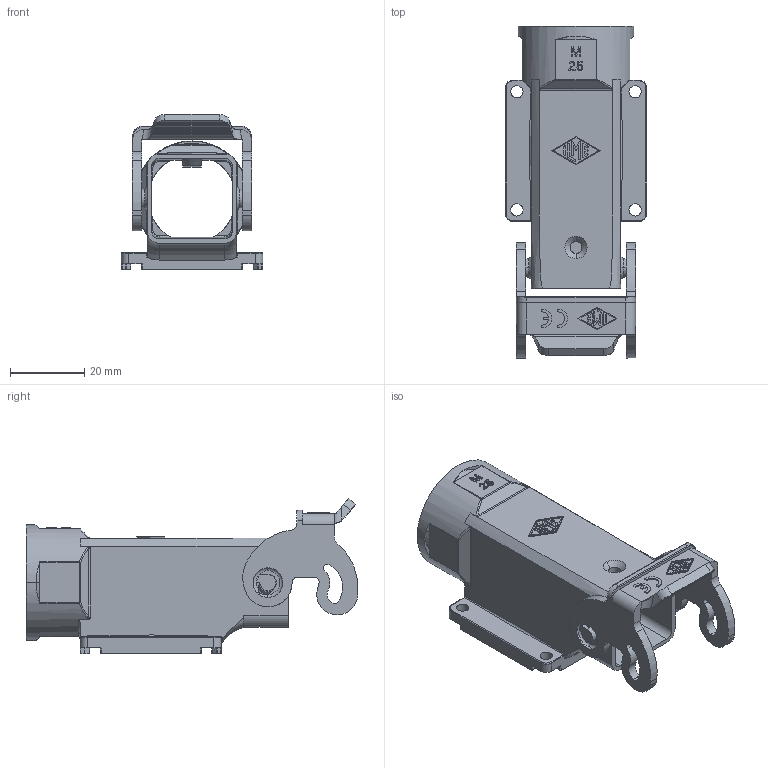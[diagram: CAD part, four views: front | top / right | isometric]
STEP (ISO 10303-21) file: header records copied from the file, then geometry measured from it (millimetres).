
FILE_DESCRIPTION(('Creo Elements/Direct Modeling STEP Export'),'2;1');
FILE_NAME('0ln7uvk5tn79apt2880','2023-11-14T14:37:22',(''),(''),'Creo Elements/Direct Modeling STEP processor for AP214 (Solid Model)','Creo Elements/Direct Modeling 20.1B 02-Apr-2019 (C) Parametric Technology GmbH','');
FILE_SCHEMA(('AUTOMOTIVE_DESIGN { 1 0 10303 214 1 1 1 1 }'));
Products named in the file (2): MKH AP25
Assembly tree (1 placements, depth 2):
  MKH AP25
    MKH AP25
Bounding box: 38 x 89.18 x 41.69 mm (x, y, z)
Volume: 19475.4 mm3; surface area: 19587.2 mm2
Topology: 1 solids, 1 shells, 644 faces, 1765 edges, 1140 vertices
Faces by surface type: plane 334, cylinder 207, bspline 68, torus 22, cone 13
Entity records: 45221 total; most frequent: CARTESIAN_POINT 24392, ORIENTED_EDGE 3522, DIRECTION 2943, EDGE_CURVE 1761, VERTEX_POINT 1140, VECTOR 1045, LINE 1045, AXIS2_PLACEMENT_3D 949
